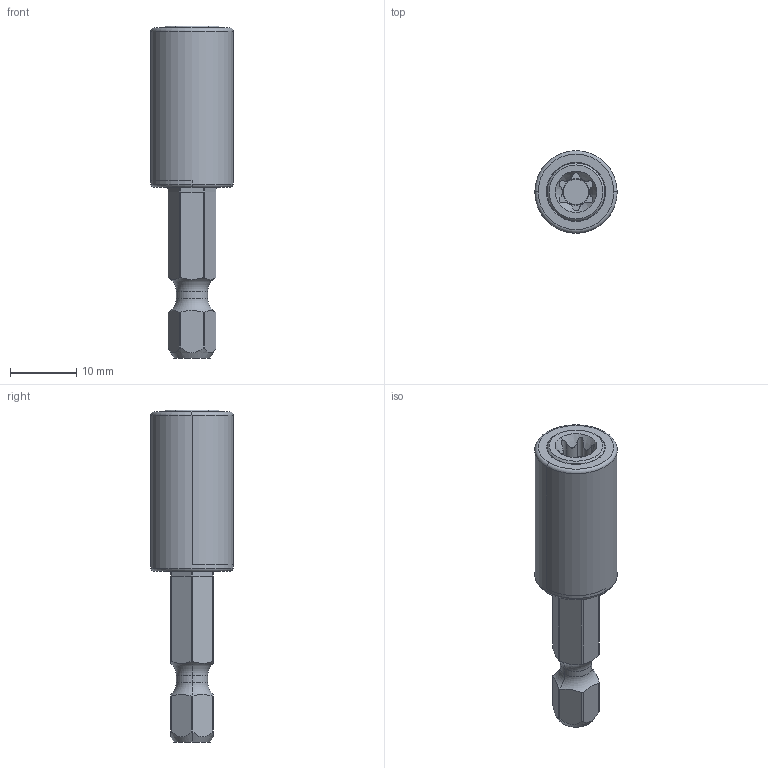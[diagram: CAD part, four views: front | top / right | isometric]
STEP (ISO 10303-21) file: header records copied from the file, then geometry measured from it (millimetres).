
FILE_DESCRIPTION((''),'2;1');
FILE_NAME('4027107356_ASM','2024-01-02T10:01:59',('a00565553'),(''),'CREO PARAMETRIC BY PTC INC, 2022414','CREO PARAMETRIC BY PTC INC, 2022414','');
FILE_SCHEMA(('CONFIG_CONTROL_DESIGN','GEOMETRIC_VALIDATION_PROPERTIES_MIM'));
Length unit declared in the file: millimetre
Products named in the file (3): 4027911293; 4027299445; 4027107356_ASM
Assembly tree (2 placements, depth 2):
  4027107356_ASM
    4027911293
    4027299445
Bounding box: 12.4 x 12.4 x 50 mm (x, y, z)
Volume: 3515.5 mm3; surface area: 3227.9 mm2
Topology: 3 solids, 3 shells, 101 faces, 250 edges, 155 vertices
Faces by surface type: cylinder 50, torus 24, plane 19, cone 8
Entity records: 3724 total; most frequent: CARTESIAN_POINT 970, DIRECTION 532, ORIENTED_EDGE 496, EDGE_CURVE 248, AXIS2_PLACEMENT_3D 230, VERTEX_POINT 155, CIRCLE 124, EDGE_LOOP 105
